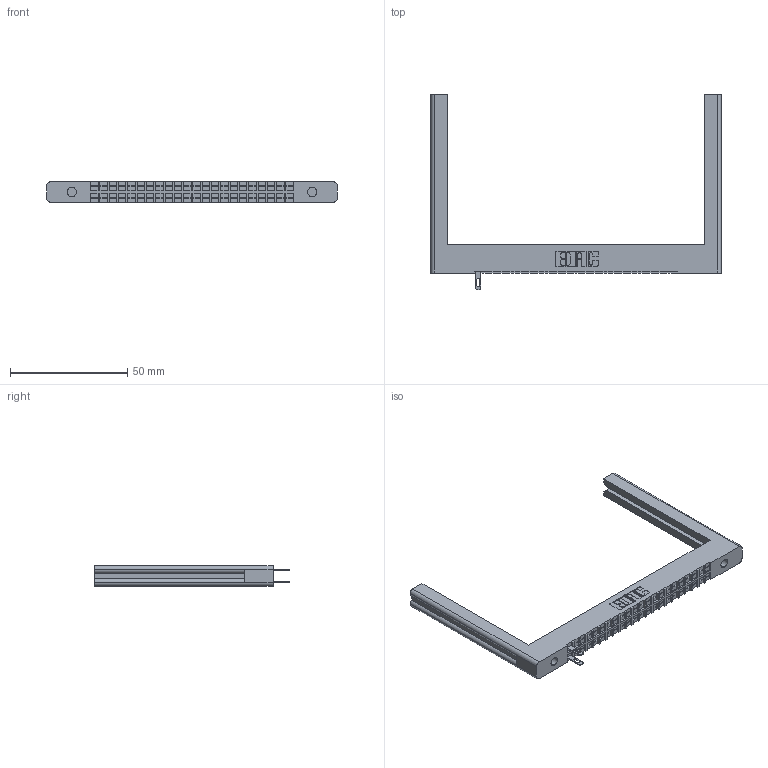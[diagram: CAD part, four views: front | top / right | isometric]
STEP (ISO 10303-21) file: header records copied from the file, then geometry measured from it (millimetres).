
FILE_DESCRIPTION (( 'STEP AP203' ), '1' );
FILE_NAME ('322-044-500-254.STEP', '2018-08-01T11:31:02', ( '' ), ( '' ), 'SwSTEP 2.0', 'SolidWorks 2016', '' );
FILE_SCHEMA (( 'CONFIG_CONTROL_DESIGN' ));
Length unit declared in the file: inch
Products named in the file (3): 322 Part; 307-290-001_500; 322-044-500-254
Assembly tree (3 placements, depth 2):
  322-044-500-254
    322 Part
    307-290-001_500  x2
Bounding box: 123.83 x 83.36 x 8.71 mm (x, y, z)
Volume: 15525.3 mm3; surface area: 14343.3 mm2
Topology: 3 solids, 3 shells, 657 faces, 2049 edges, 1362 vertices
Faces by surface type: plane 535, cylinder 122
Entity records: 21904 total; most frequent: ORIENTED_EDGE 3902, CARTESIAN_POINT 3876, DIRECTION 3425, EDGE_CURVE 1951, VECTOR 1731, LINE 1731, VERTEX_POINT 1298, AXIS2_PLACEMENT_3D 847
